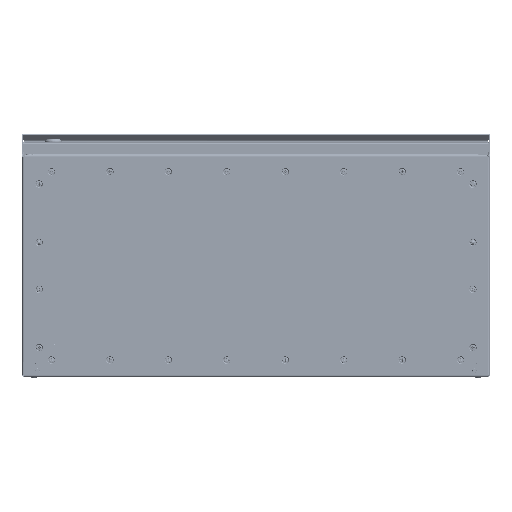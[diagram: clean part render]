
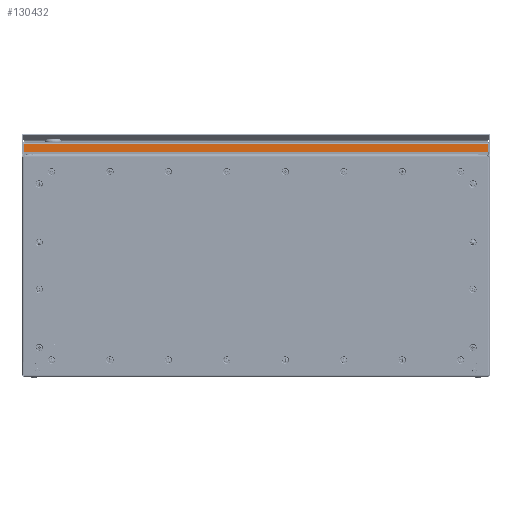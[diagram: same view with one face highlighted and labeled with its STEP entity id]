
A CAD part, front view. The second image highlights one B-rep face of the part: STEP entity #130432.
In plain terms, the highlighted planar face has unit normal (0, -1, 0).
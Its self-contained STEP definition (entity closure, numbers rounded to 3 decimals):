
#11619 = EDGE_CURVE ( 'NONE', #124142, #83484, #98510, .T. ) ;
#12527 = CARTESIAN_POINT ( 'NONE',  ( 0., -698., 0. ) ) ;
#14081 = EDGE_CURVE ( 'NONE', #79432, #69541, #23322, .T. ) ;
#20436 = CARTESIAN_POINT ( 'NONE',  ( 396.746, -698., -16.5 ) ) ;
#23322 = LINE ( 'NONE', #83385, #60795 ) ;
#23334 = DIRECTION ( 'NONE',  ( 0., 1., 0. ) ) ;
#37065 = CARTESIAN_POINT ( 'NONE',  ( 396.746, -698., -1.4 ) ) ;
#42114 = DIRECTION ( 'NONE',  ( 1., 0., 0. ) ) ;
#47003 = ORIENTED_EDGE ( 'NONE', *, *, #110967, .T. ) ;
#52270 = AXIS2_PLACEMENT_3D ( 'NONE', #12527, #23334, #54695 ) ;
#53648 = ORIENTED_EDGE ( 'NONE', *, *, #82366, .F. ) ;
#54308 = DIRECTION ( 'NONE',  ( 0., 0., -1. ) ) ;
#54695 = DIRECTION ( 'NONE',  ( 0., 0., 1. ) ) ;
#60795 = VECTOR ( 'NONE', #54308, 1000. ) ;
#64370 = VECTOR ( 'NONE', #68354, 1000. ) ;
#64632 = VECTOR ( 'NONE', #42114, 1000. ) ;
#66145 = ORIENTED_EDGE ( 'NONE', *, *, #14081, .T. ) ;
#68294 = LINE ( 'NONE', #122585, #111992 ) ;
#68354 = DIRECTION ( 'NONE',  ( 0., 0., -1. ) ) ;
#69541 = VERTEX_POINT ( 'NONE', #126097 ) ;
#72529 = CARTESIAN_POINT ( 'NONE',  ( 398.5, -698., -3.4 ) ) ;
#79432 = VERTEX_POINT ( 'NONE', #111141 ) ;
#82366 = EDGE_CURVE ( 'NONE', #79432, #124142, #129569, .T. ) ;
#83385 = CARTESIAN_POINT ( 'NONE',  ( -396.746, -698., 0. ) ) ;
#83484 = VERTEX_POINT ( 'NONE', #20436 ) ;
#90055 = ORIENTED_EDGE ( 'NONE', *, *, #11619, .F. ) ;
#98510 = LINE ( 'NONE', #37065, #64370 ) ;
#107517 = FACE_OUTER_BOUND ( 'NONE', #110572, .T. ) ;
#110572 = EDGE_LOOP ( 'NONE', ( #90055, #53648, #66145, #47003 ) ) ;
#110832 = DIRECTION ( 'NONE',  ( 1., 0., 0. ) ) ;
#110967 = EDGE_CURVE ( 'NONE', #69541, #83484, #68294, .T. ) ;
#111141 = CARTESIAN_POINT ( 'NONE',  ( -396.746, -698., -3.4 ) ) ;
#111992 = VECTOR ( 'NONE', #110832, 1000. ) ;
#112043 = CARTESIAN_POINT ( 'NONE',  ( 396.746, -698., -3.4 ) ) ;
#122585 = CARTESIAN_POINT ( 'NONE',  ( 0., -698., -16.5 ) ) ;
#124142 = VERTEX_POINT ( 'NONE', #112043 ) ;
#126097 = CARTESIAN_POINT ( 'NONE',  ( -396.746, -698., -16.5 ) ) ;
#128565 = PLANE ( 'NONE',  #52270 ) ;
#129569 = LINE ( 'NONE', #72529, #64632 ) ;
#130432 = ADVANCED_FACE ( 'NONE', ( #107517 ), #128565, .F. ) ;
